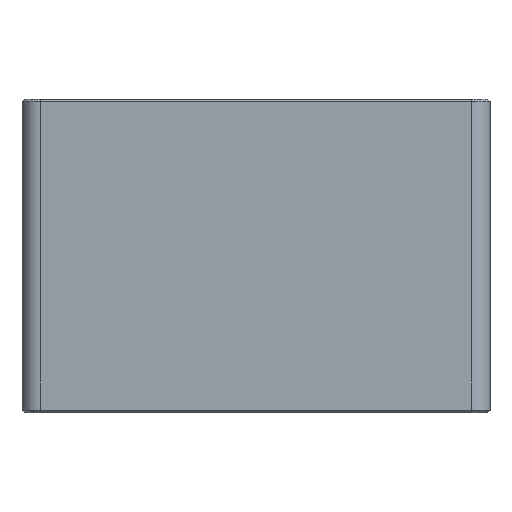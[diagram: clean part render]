
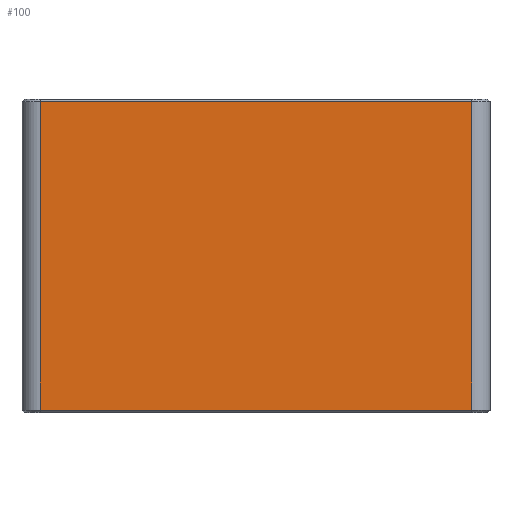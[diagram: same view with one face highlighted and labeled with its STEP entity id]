
A CAD part, top view. The second image highlights one B-rep face of the part: STEP entity #100.
In plain terms, the highlighted planar face has unit normal (0, 0, 1).
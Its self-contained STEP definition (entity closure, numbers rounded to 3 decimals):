
#100 = ADVANCED_FACE( '', ( #230 ), #231, .F. );
#230 = FACE_OUTER_BOUND( '', #389, .T. );
#231 = PLANE( '', #390 );
#389 = EDGE_LOOP( '', ( #607, #608, #609, #610 ) );
#390 = AXIS2_PLACEMENT_3D( '', #611, #612, #613 );
#607 = ORIENTED_EDGE( '', *, *, #986, .T. );
#608 = ORIENTED_EDGE( '', *, *, #987, .T. );
#609 = ORIENTED_EDGE( '', *, *, #988, .T. );
#610 = ORIENTED_EDGE( '', *, *, #989, .T. );
#611 = CARTESIAN_POINT( '', ( 19.05, -12.75, 6.025 ) );
#612 = DIRECTION( '', ( 0., 0., -1. ) );
#613 = DIRECTION( '', ( -1., 0., 0. ) );
#986 = EDGE_CURVE( '', #1186, #1187, #1188, .T. );
#987 = EDGE_CURVE( '', #1187, #1189, #1190, .T. );
#988 = EDGE_CURVE( '', #1189, #1125, #1191, .F. );
#989 = EDGE_CURVE( '', #1125, #1186, #1192, .T. );
#1125 = VERTEX_POINT( '', #1365 );
#1186 = VERTEX_POINT( '', #1446 );
#1187 = VERTEX_POINT( '', #1447 );
#1188 = LINE( '', #1448, #1449 );
#1189 = VERTEX_POINT( '', #1450 );
#1190 = LINE( '', #1451, #1452 );
#1191 = LINE( '', #1453, #1454 );
#1192 = LINE( '', #1455, #1456 );
#1365 = CARTESIAN_POINT( '', ( -17.55, -12.55, 6.025 ) );
#1446 = CARTESIAN_POINT( '', ( 17.55, -12.55, 6.025 ) );
#1447 = CARTESIAN_POINT( '', ( 17.55, 12.55, 6.025 ) );
#1448 = CARTESIAN_POINT( '', ( 17.55, -12.75, 6.025 ) );
#1449 = VECTOR( '', #1690, 1000. );
#1450 = CARTESIAN_POINT( '', ( -17.55, 12.55, 6.025 ) );
#1451 = CARTESIAN_POINT( '', ( 19.05, 12.55, 6.025 ) );
#1452 = VECTOR( '', #1691, 1000. );
#1453 = CARTESIAN_POINT( '', ( -17.55, -12.75, 6.025 ) );
#1454 = VECTOR( '', #1692, 1000. );
#1455 = CARTESIAN_POINT( '', ( 17.55, -12.55, 6.025 ) );
#1456 = VECTOR( '', #1693, 1000. );
#1690 = DIRECTION( '', ( 0., 1., 0. ) );
#1691 = DIRECTION( '', ( -1., 0., 0. ) );
#1692 = DIRECTION( '', ( 0., 1., 0. ) );
#1693 = DIRECTION( '', ( 1., 0., 0. ) );
